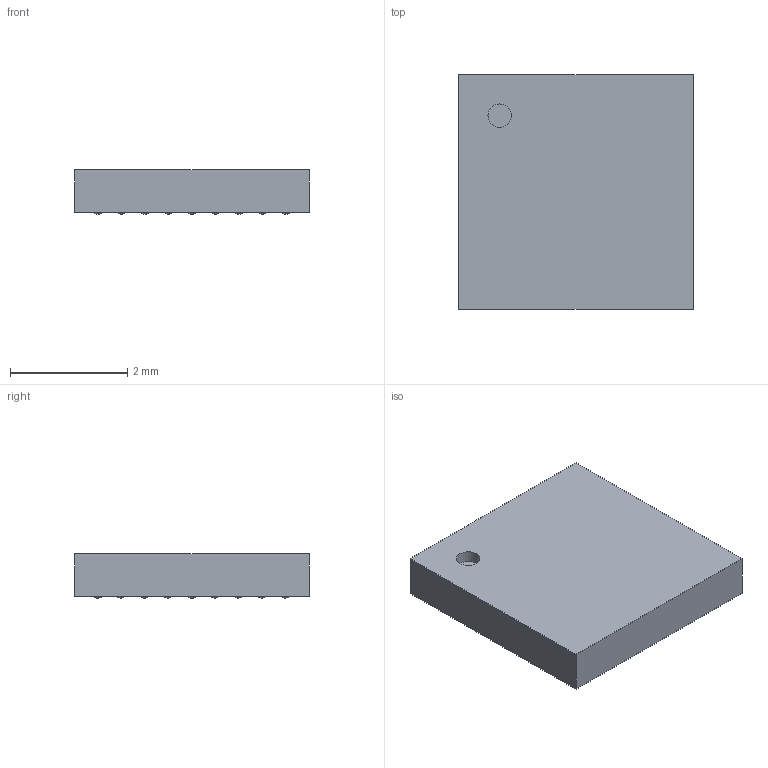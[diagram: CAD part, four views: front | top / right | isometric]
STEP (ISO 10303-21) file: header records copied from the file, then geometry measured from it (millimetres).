
FILE_DESCRIPTION(/* description */ ('model of UCBGA-81_4x4mm_Layout9x9_P0.4mm'),/* implementation_level */ '2;1');
FILE_NAME(/* name */ 'UCBGA-81_4x4mm_Layout9x9_P0.4mm.step',/* time_stamp */ '2018-11-07T22:19:34',/* author */ ('kicad StepUp','ksu'),/* organization */ ('FreeCAD'),/* preprocessor_version */ 'OCC',/* originating_system */ 'kicad StepUp',/* authorisation */ '');
FILE_SCHEMA(('AUTOMOTIVE_DESIGN { 1 0 10303 214 1 1 1 1 }'));
Length unit declared in the file: millimetre
Products named in the file (1): UCBGA_81_4x4mm_Layout9x9_P04mm
Bounding box: 4 x 4 x 0.76 mm (x, y, z)
Volume: 11.6 mm3; surface area: 43.9 mm2
Topology: 1 solids, 1 shells, 40 faces, 111 edges, 74 vertices
Faces by surface type: sphere 32, plane 7, cylinder 1
Full cylindrical faces by diameter (mm): 0.4 x1
Entity records: 1455 total; most frequent: DIRECTION 227, CARTESIAN_POINT 194, ORIENTED_EDGE 158, AXIS2_PLACEMENT_3D 107, EDGE_CURVE 79, VERTEX_POINT 74, FACE_BOUND 73, EDGE_LOOP 73
